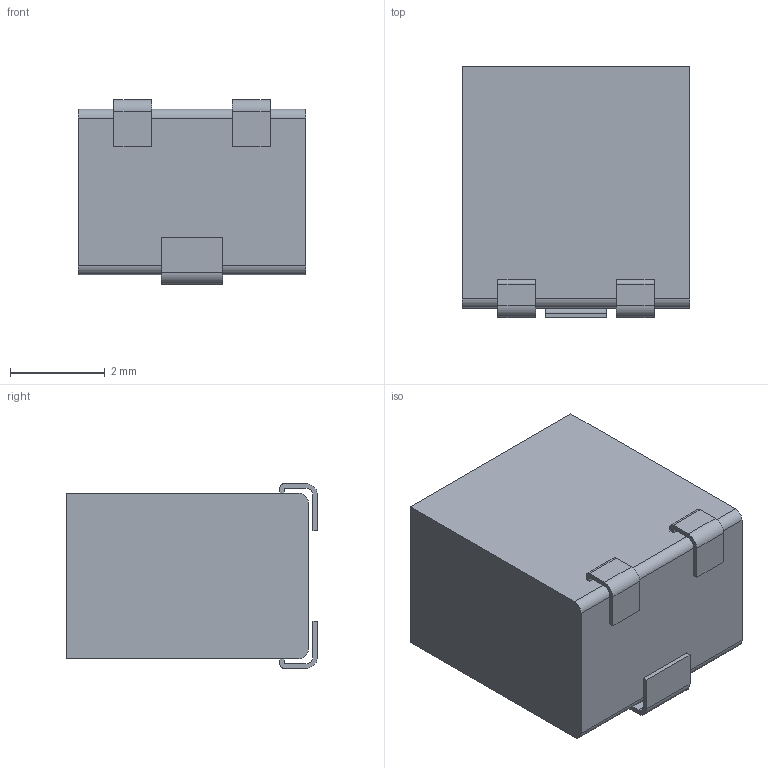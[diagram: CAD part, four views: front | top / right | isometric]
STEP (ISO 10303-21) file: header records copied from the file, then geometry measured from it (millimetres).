
FILE_DESCRIPTION (( 'STEP AP214' ), '1' );
FILE_NAME ('3214W-1-502E.STEP', '2020-11-16T09:33:14', ( '' ), ( '' ), 'SwSTEP 2.0', 'SolidWorks 2017', '' );
FILE_SCHEMA (( 'AUTOMOTIVE_DESIGN' ));
Length unit declared in the file: millimetre
Products named in the file (1): 3214W-1-502E
Bounding box: 4.8 x 5.3 x 3.9 mm (x, y, z)
Volume: 85.5 mm3; surface area: 139 mm2
Topology: 5 solids, 5 shells, 58 faces, 141 edges, 94 vertices
Faces by surface type: plane 43, cylinder 15
Entity records: 1769 total; most frequent: CARTESIAN_POINT 294, DIRECTION 293, ORIENTED_EDGE 282, EDGE_CURVE 141, LINE 107, VECTOR 107, VERTEX_POINT 94, AXIS2_PLACEMENT_3D 93
